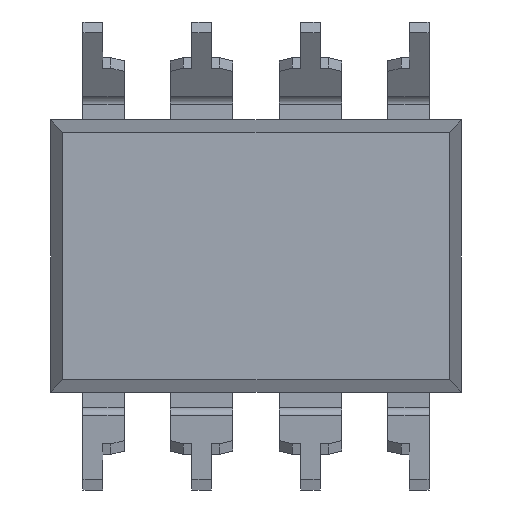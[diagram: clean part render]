
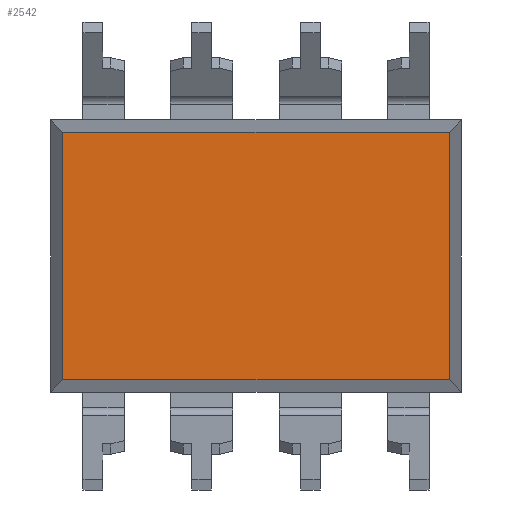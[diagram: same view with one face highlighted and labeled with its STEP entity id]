
A CAD part, front view. The second image highlights one B-rep face of the part: STEP entity #2542.
In plain terms, the highlighted planar face has unit normal (0, -1, 0).
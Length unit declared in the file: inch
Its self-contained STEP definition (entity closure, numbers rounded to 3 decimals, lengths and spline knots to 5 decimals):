
#39 = EDGE_CURVE ( 'NONE', #605, #91, #1875, .T. ) ;
#91 = VERTEX_POINT ( 'NONE', #1346 ) ;
#275 = LINE ( 'NONE', #1303, #2062 ) ;
#399 = LINE ( 'NONE', #1363, #2683 ) ;
#414 = FACE_OUTER_BOUND ( 'NONE', #2164, .T. ) ;
#420 = DIRECTION ( 'NONE',  ( -1., 0., 0. ) ) ;
#605 = VERTEX_POINT ( 'NONE', #2655 ) ;
#690 = EDGE_CURVE ( 'NONE', #91, #4148, #275, .T. ) ;
#865 = ORIENTED_EDGE ( 'NONE', *, *, #690, .T. ) ;
#970 = AXIS2_PLACEMENT_3D ( 'NONE', #2454, #2395, #1773 ) ;
#1134 = CARTESIAN_POINT ( 'NONE',  ( -0.17756, 0.02, -0.11381 ) ) ;
#1201 = VERTEX_POINT ( 'NONE', #2944 ) ;
#1209 = ORIENTED_EDGE ( 'NONE', *, *, #3901, .T. ) ;
#1303 = CARTESIAN_POINT ( 'NONE',  ( -0.17756, 0.02, 0.125 ) ) ;
#1346 = CARTESIAN_POINT ( 'NONE',  ( -0.17756, 0.02, 0.11381 ) ) ;
#1363 = CARTESIAN_POINT ( 'NONE',  ( -0.18875, 0.02, -0.11381 ) ) ;
#1648 = ORIENTED_EDGE ( 'NONE', *, *, #39, .T. ) ;
#1676 = DIRECTION ( 'NONE',  ( 1., 0., 0. ) ) ;
#1773 = DIRECTION ( 'NONE',  ( 0., 0., -1. ) ) ;
#1875 = LINE ( 'NONE', #3596, #3741 ) ;
#1965 = DIRECTION ( 'NONE',  ( 0., 0., 1. ) ) ;
#2062 = VECTOR ( 'NONE', #3544, 39.37008 ) ;
#2164 = EDGE_LOOP ( 'NONE', ( #1209, #2397, #1648, #865 ) ) ;
#2395 = DIRECTION ( 'NONE',  ( 0., -1., 0. ) ) ;
#2397 = ORIENTED_EDGE ( 'NONE', *, *, #3249, .T. ) ;
#2454 = CARTESIAN_POINT ( 'NONE',  ( 0., 0.02, 0. ) ) ;
#2542 = ADVANCED_FACE ( 'NONE', ( #414 ), #3744, .T. ) ;
#2655 = CARTESIAN_POINT ( 'NONE',  ( 0.17756, 0.02, 0.11381 ) ) ;
#2682 = VECTOR ( 'NONE', #1965, 39.37008 ) ;
#2683 = VECTOR ( 'NONE', #1676, 39.37008 ) ;
#2944 = CARTESIAN_POINT ( 'NONE',  ( 0.17756, 0.02, -0.11381 ) ) ;
#2996 = LINE ( 'NONE', #3559, #2682 ) ;
#3249 = EDGE_CURVE ( 'NONE', #1201, #605, #2996, .T. ) ;
#3544 = DIRECTION ( 'NONE',  ( 0., 0., -1. ) ) ;
#3559 = CARTESIAN_POINT ( 'NONE',  ( 0.17756, 0.02, -0.125 ) ) ;
#3596 = CARTESIAN_POINT ( 'NONE',  ( 0.18875, 0.02, 0.11381 ) ) ;
#3741 = VECTOR ( 'NONE', #420, 39.37008 ) ;
#3744 = PLANE ( 'NONE',  #970 ) ;
#3901 = EDGE_CURVE ( 'NONE', #4148, #1201, #399, .T. ) ;
#4148 = VERTEX_POINT ( 'NONE', #1134 ) ;
